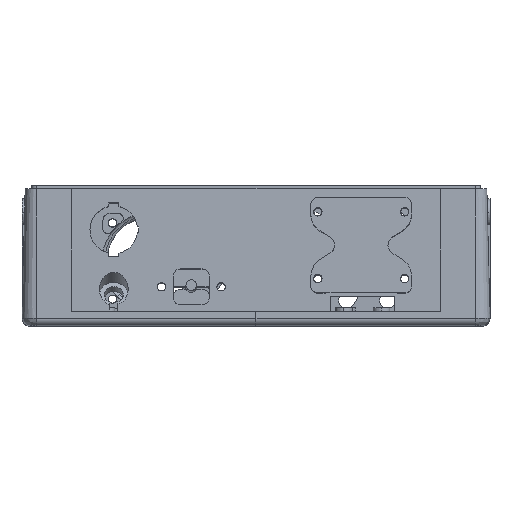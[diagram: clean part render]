
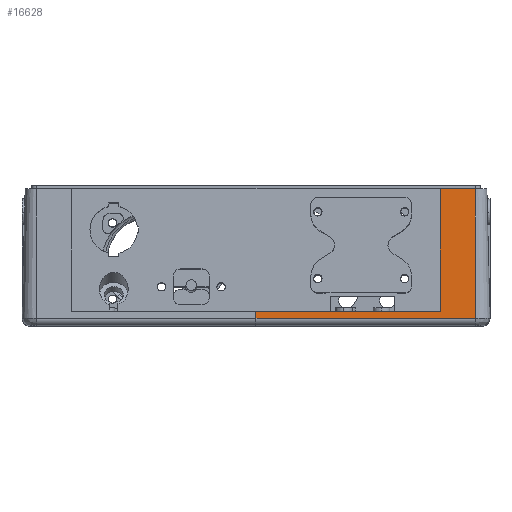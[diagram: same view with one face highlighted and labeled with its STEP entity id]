
A CAD part, top view. The second image highlights one B-rep face of the part: STEP entity #16628.
In plain terms, the highlighted planar face has unit normal (0, 0.024, 1).
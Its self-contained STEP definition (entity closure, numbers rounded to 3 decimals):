
#477 = LINE ( 'NONE', #4087, #5289 ) ;
#708 = VERTEX_POINT ( 'NONE', #4094 ) ;
#776 = EDGE_CURVE ( 'NONE', #12376, #708, #4572, .T. ) ;
#1055 = ORIENTED_EDGE ( 'NONE', *, *, #1131, .T. ) ;
#1131 = EDGE_CURVE ( 'NONE', #22137, #16099, #24056, .T. ) ;
#2026 = DIRECTION ( 'NONE',  ( -1., 0., 0. ) ) ;
#2380 = CARTESIAN_POINT ( 'NONE',  ( 92.062, 0., 58.674 ) ) ;
#2694 = ORIENTED_EDGE ( 'NONE', *, *, #776, .F. ) ;
#4087 = CARTESIAN_POINT ( 'NONE',  ( -92.062, -54.229, 59.999 ) ) ;
#4094 = CARTESIAN_POINT ( 'NONE',  ( 92.062, -54.229, 59.999 ) ) ;
#4559 = VECTOR ( 'NONE', #19133, 1000. ) ;
#4572 = LINE ( 'NONE', #12595, #25654 ) ;
#4753 = CARTESIAN_POINT ( 'NONE',  ( 92.062, 0., 58.674 ) ) ;
#4819 = AXIS2_PLACEMENT_3D ( 'NONE', #21836, #21916, #9659 ) ;
#5197 = LINE ( 'NONE', #8843, #4559 ) ;
#5289 = VECTOR ( 'NONE', #2026, 1000. ) ;
#5702 = EDGE_CURVE ( 'NONE', #12736, #26081, #7438, .T. ) ;
#5705 = CARTESIAN_POINT ( 'NONE',  ( 0., -54.229, 59.999 ) ) ;
#6130 = EDGE_CURVE ( 'NONE', #12736, #22137, #5197, .T. ) ;
#6715 = ORIENTED_EDGE ( 'NONE', *, *, #7380, .T. ) ;
#7380 = EDGE_CURVE ( 'NONE', #12376, #26081, #25900, .T. ) ;
#7432 = DIRECTION ( 'NONE',  ( 0., 1., -0.024 ) ) ;
#7438 = LINE ( 'NONE', #23359, #25687 ) ;
#8518 = DIRECTION ( 'NONE',  ( -1., 0., 0. ) ) ;
#8843 = CARTESIAN_POINT ( 'NONE',  ( 80.221, -51.229, 59.926 ) ) ;
#8997 = VECTOR ( 'NONE', #19999, 1000. ) ;
#9149 = CARTESIAN_POINT ( 'NONE',  ( 0., -54.229, 59.999 ) ) ;
#9659 = DIRECTION ( 'NONE',  ( 0., -1., 0.024 ) ) ;
#9889 = CARTESIAN_POINT ( 'NONE',  ( 77.221, -51.229, 59.926 ) ) ;
#10432 = ORIENTED_EDGE ( 'NONE', *, *, #23726, .F. ) ;
#12376 = VERTEX_POINT ( 'NONE', #4753 ) ;
#12595 = CARTESIAN_POINT ( 'NONE',  ( 92.062, -499000., 12253.971 ) ) ;
#12736 = VERTEX_POINT ( 'NONE', #9889 ) ;
#15333 = ORIENTED_EDGE ( 'NONE', *, *, #6130, .T. ) ;
#16099 = VERTEX_POINT ( 'NONE', #9149 ) ;
#16628 = ADVANCED_FACE ( 'NONE', ( #25907 ), #25948, .T. ) ;
#19124 = ORIENTED_EDGE ( 'NONE', *, *, #5702, .F. ) ;
#19133 = DIRECTION ( 'NONE',  ( -1., 0., 0. ) ) ;
#19999 = DIRECTION ( 'NONE',  ( 0., -1., 0.024 ) ) ;
#20467 = VECTOR ( 'NONE', #8518, 1000. ) ;
#20823 = CARTESIAN_POINT ( 'NONE',  ( 77.221, 0., 58.674 ) ) ;
#20841 = DIRECTION ( 'NONE',  ( 0., -1., 0.024 ) ) ;
#21836 = CARTESIAN_POINT ( 'NONE',  ( 92.062, 0., 58.674 ) ) ;
#21916 = DIRECTION ( 'NONE',  ( 0., 0.024, 1. ) ) ;
#22137 = VERTEX_POINT ( 'NONE', #25274 ) ;
#22994 = EDGE_LOOP ( 'NONE', ( #6715, #19124, #15333, #1055, #10432, #2694 ) ) ;
#23359 = CARTESIAN_POINT ( 'NONE',  ( 77.221, 0., 58.674 ) ) ;
#23726 = EDGE_CURVE ( 'NONE', #708, #16099, #477, .T. ) ;
#24056 = LINE ( 'NONE', #5705, #8997 ) ;
#25274 = CARTESIAN_POINT ( 'NONE',  ( 0., -51.229, 59.926 ) ) ;
#25654 = VECTOR ( 'NONE', #20841, 1000. ) ;
#25687 = VECTOR ( 'NONE', #7432, 1000. ) ;
#25900 = LINE ( 'NONE', #2380, #20467 ) ;
#25907 = FACE_OUTER_BOUND ( 'NONE', #22994, .T. ) ;
#25948 = PLANE ( 'NONE',  #4819 ) ;
#26081 = VERTEX_POINT ( 'NONE', #20823 ) ;
